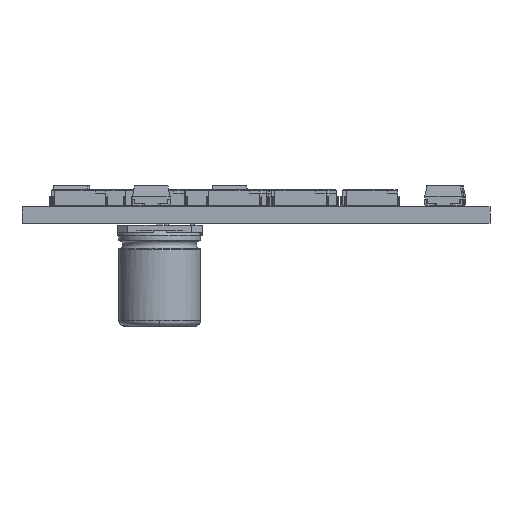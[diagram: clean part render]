
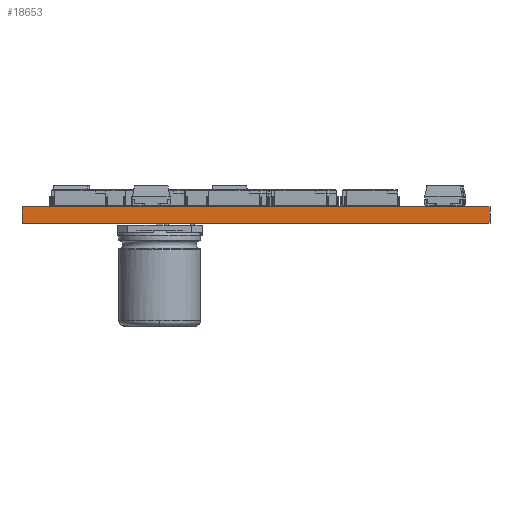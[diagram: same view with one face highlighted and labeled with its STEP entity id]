
A CAD part, front view. The second image highlights one B-rep face of the part: STEP entity #18653.
In plain terms, the highlighted planar face has unit normal (0, -1, 0).
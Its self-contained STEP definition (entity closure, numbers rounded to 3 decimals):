
#17109 = PLANE('',#17110);
#17110 = AXIS2_PLACEMENT_3D('',#17111,#17112,#17113);
#17111 = CARTESIAN_POINT('',(22.86,-84.138,0.));
#17112 = DIRECTION('',(-1.,0.,0.));
#17113 = DIRECTION('',(0.,1.,0.));
#17138 = PLANE('',#17139);
#17139 = AXIS2_PLACEMENT_3D('',#17140,#17141,#17142);
#17140 = CARTESIAN_POINT('',(-2.544,-5.839,1.6));
#17141 = DIRECTION('',(0.,0.,1.));
#17142 = DIRECTION('',(1.,0.,0.));
#17193 = PLANE('',#17194);
#17194 = AXIS2_PLACEMENT_3D('',#17195,#17196,#17197);
#17195 = CARTESIAN_POINT('',(-2.544,-5.839,0.));
#17196 = DIRECTION('',(0.,0.,1.));
#17197 = DIRECTION('',(1.,0.,0.));
#17208 = EDGE_CURVE('',#17209,#17211,#17213,.T.);
#17209 = VERTEX_POINT('',#17210);
#17210 = CARTESIAN_POINT('',(22.86,-84.138,0.));
#17211 = VERTEX_POINT('',#17212);
#17212 = CARTESIAN_POINT('',(22.86,-84.138,1.6));
#17213 = SURFACE_CURVE('',#17214,(#17218,#17225),.PCURVE_S1.);
#17214 = LINE('',#17215,#17216);
#17215 = CARTESIAN_POINT('',(22.86,-84.138,0.));
#17216 = VECTOR('',#17217,1.);
#17217 = DIRECTION('',(0.,0.,1.));
#17218 = PCURVE('',#17109,#17219);
#17219 = DEFINITIONAL_REPRESENTATION('',(#17220),#17224);
#17220 = LINE('',#17221,#17222);
#17221 = CARTESIAN_POINT('',(0.,0.));
#17222 = VECTOR('',#17223,1.);
#17223 = DIRECTION('',(0.,-1.));
#17224 = ( GEOMETRIC_REPRESENTATION_CONTEXT(2) 
PARAMETRIC_REPRESENTATION_CONTEXT() REPRESENTATION_CONTEXT('2D SPACE',''
  ) );
#17225 = PCURVE('',#17226,#17231);
#17226 = PLANE('',#17227);
#17227 = AXIS2_PLACEMENT_3D('',#17228,#17229,#17230);
#17228 = CARTESIAN_POINT('',(-22.86,-84.138,0.));
#17229 = DIRECTION('',(0.,1.,0.));
#17230 = DIRECTION('',(1.,0.,0.));
#17231 = DEFINITIONAL_REPRESENTATION('',(#17232),#17236);
#17232 = LINE('',#17233,#17234);
#17233 = CARTESIAN_POINT('',(45.72,0.));
#17234 = VECTOR('',#17235,1.);
#17235 = DIRECTION('',(0.,-1.));
#17236 = ( GEOMETRIC_REPRESENTATION_CONTEXT(2) 
PARAMETRIC_REPRESENTATION_CONTEXT() REPRESENTATION_CONTEXT('2D SPACE',''
  ) );
#17324 = PLANE('',#17325);
#17325 = AXIS2_PLACEMENT_3D('',#17326,#17327,#17328);
#17326 = CARTESIAN_POINT('',(-22.86,84.138,0.));
#17327 = DIRECTION('',(1.,0.,0.));
#17328 = DIRECTION('',(0.,-1.,0.));
#17363 = VERTEX_POINT('',#17364);
#17364 = CARTESIAN_POINT('',(-22.86,-84.138,0.));
#17385 = EDGE_CURVE('',#17363,#17209,#17386,.T.);
#17386 = SURFACE_CURVE('',#17387,(#17391,#17398),.PCURVE_S1.);
#17387 = LINE('',#17388,#17389);
#17388 = CARTESIAN_POINT('',(-22.86,-84.138,0.));
#17389 = VECTOR('',#17390,1.);
#17390 = DIRECTION('',(1.,0.,0.));
#17391 = PCURVE('',#17193,#17392);
#17392 = DEFINITIONAL_REPRESENTATION('',(#17393),#17397);
#17393 = LINE('',#17394,#17395);
#17394 = CARTESIAN_POINT('',(-20.316,-78.298));
#17395 = VECTOR('',#17396,1.);
#17396 = DIRECTION('',(1.,0.));
#17397 = ( GEOMETRIC_REPRESENTATION_CONTEXT(2) 
PARAMETRIC_REPRESENTATION_CONTEXT() REPRESENTATION_CONTEXT('2D SPACE',''
  ) );
#17398 = PCURVE('',#17226,#17399);
#17399 = DEFINITIONAL_REPRESENTATION('',(#17400),#17404);
#17400 = LINE('',#17401,#17402);
#17401 = CARTESIAN_POINT('',(0.,0.));
#17402 = VECTOR('',#17403,1.);
#17403 = DIRECTION('',(1.,0.));
#17404 = ( GEOMETRIC_REPRESENTATION_CONTEXT(2) 
PARAMETRIC_REPRESENTATION_CONTEXT() REPRESENTATION_CONTEXT('2D SPACE',''
  ) );
#18064 = VERTEX_POINT('',#18065);
#18065 = CARTESIAN_POINT('',(-22.86,-84.138,1.6));
#18086 = EDGE_CURVE('',#18064,#17211,#18087,.T.);
#18087 = SURFACE_CURVE('',#18088,(#18092,#18099),.PCURVE_S1.);
#18088 = LINE('',#18089,#18090);
#18089 = CARTESIAN_POINT('',(-22.86,-84.138,1.6));
#18090 = VECTOR('',#18091,1.);
#18091 = DIRECTION('',(1.,0.,0.));
#18092 = PCURVE('',#17138,#18093);
#18093 = DEFINITIONAL_REPRESENTATION('',(#18094),#18098);
#18094 = LINE('',#18095,#18096);
#18095 = CARTESIAN_POINT('',(-20.316,-78.298));
#18096 = VECTOR('',#18097,1.);
#18097 = DIRECTION('',(1.,0.));
#18098 = ( GEOMETRIC_REPRESENTATION_CONTEXT(2) 
PARAMETRIC_REPRESENTATION_CONTEXT() REPRESENTATION_CONTEXT('2D SPACE',''
  ) );
#18099 = PCURVE('',#17226,#18100);
#18100 = DEFINITIONAL_REPRESENTATION('',(#18101),#18105);
#18101 = LINE('',#18102,#18103);
#18102 = CARTESIAN_POINT('',(0.,-1.6));
#18103 = VECTOR('',#18104,1.);
#18104 = DIRECTION('',(1.,0.));
#18105 = ( GEOMETRIC_REPRESENTATION_CONTEXT(2) 
PARAMETRIC_REPRESENTATION_CONTEXT() REPRESENTATION_CONTEXT('2D SPACE',''
  ) );
#18653 = ADVANCED_FACE('',(#18654),#17226,.F.);
#18654 = FACE_BOUND('',#18655,.F.);
#18655 = EDGE_LOOP('',(#18656,#18677,#18678,#18679));
#18656 = ORIENTED_EDGE('',*,*,#18657,.T.);
#18657 = EDGE_CURVE('',#17363,#18064,#18658,.T.);
#18658 = SURFACE_CURVE('',#18659,(#18663,#18670),.PCURVE_S1.);
#18659 = LINE('',#18660,#18661);
#18660 = CARTESIAN_POINT('',(-22.86,-84.138,0.));
#18661 = VECTOR('',#18662,1.);
#18662 = DIRECTION('',(0.,0.,1.));
#18663 = PCURVE('',#17226,#18664);
#18664 = DEFINITIONAL_REPRESENTATION('',(#18665),#18669);
#18665 = LINE('',#18666,#18667);
#18666 = CARTESIAN_POINT('',(0.,0.));
#18667 = VECTOR('',#18668,1.);
#18668 = DIRECTION('',(0.,-1.));
#18669 = ( GEOMETRIC_REPRESENTATION_CONTEXT(2) 
PARAMETRIC_REPRESENTATION_CONTEXT() REPRESENTATION_CONTEXT('2D SPACE',''
  ) );
#18670 = PCURVE('',#17324,#18671);
#18671 = DEFINITIONAL_REPRESENTATION('',(#18672),#18676);
#18672 = LINE('',#18673,#18674);
#18673 = CARTESIAN_POINT('',(168.275,0.));
#18674 = VECTOR('',#18675,1.);
#18675 = DIRECTION('',(0.,-1.));
#18676 = ( GEOMETRIC_REPRESENTATION_CONTEXT(2) 
PARAMETRIC_REPRESENTATION_CONTEXT() REPRESENTATION_CONTEXT('2D SPACE',''
  ) );
#18677 = ORIENTED_EDGE('',*,*,#18086,.T.);
#18678 = ORIENTED_EDGE('',*,*,#17208,.F.);
#18679 = ORIENTED_EDGE('',*,*,#17385,.F.);
